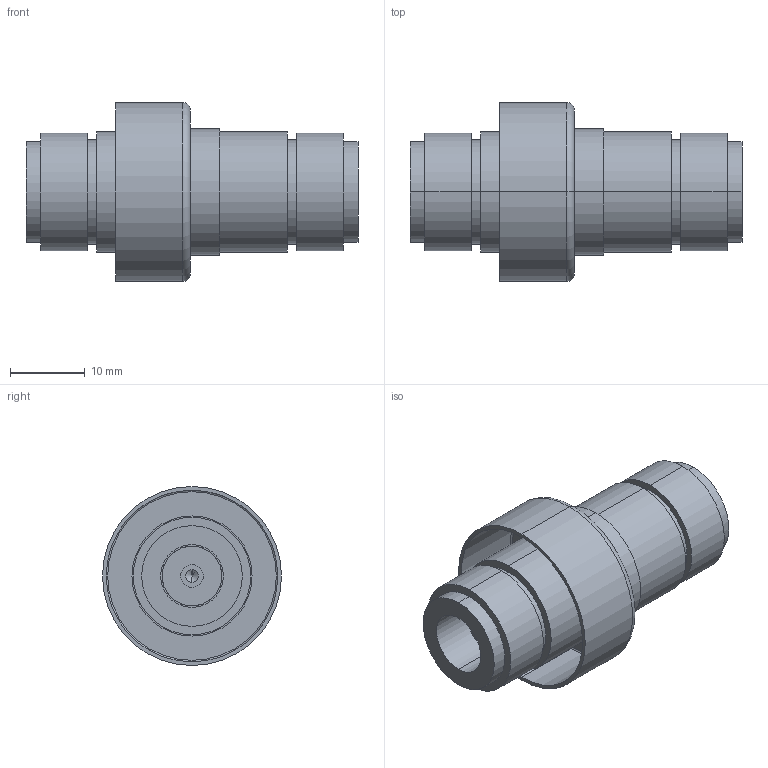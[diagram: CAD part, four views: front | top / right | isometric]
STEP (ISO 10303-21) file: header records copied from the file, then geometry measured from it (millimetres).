
FILE_DESCRIPTION (( 'STEP AP214' ), '1' );
FILE_NAME ('242-ND50.STEP', '2014-08-11T15:00:43', ( 'allectra' ), ( 'Microsoft' ), 'SwSTEP 2.0', 'SolidWorks 2014', '' );
FILE_SCHEMA (( 'AUTOMOTIVE_DESIGN' ));
Length unit declared in the file: millimetre
Products named in the file (5): 9242-ND50-4; 9242-NDF50-3; 9242-NDF50-2; 9242-NDF50-1; 242-ND50
Assembly tree (4 placements, depth 2):
  242-ND50
    9242-NDF50-1
    9242-NDF50-2
    9242-NDF50-3
    9242-ND50-4
Bounding box: 44.5 x 24 x 24 mm (x, y, z)
Volume: 7681.2 mm3; surface area: 7185.9 mm2
Topology: 4 solids, 4 shells, 64 faces, 130 edges, 82 vertices
Faces by surface type: cylinder 38, plane 18, cone 4, torus 4
Entity records: 1896 total; most frequent: DIRECTION 352, CARTESIAN_POINT 279, ORIENTED_EDGE 252, AXIS2_PLACEMENT_3D 155, EDGE_CURVE 126, CIRCLE 84, EDGE_LOOP 82, VERTEX_POINT 82
